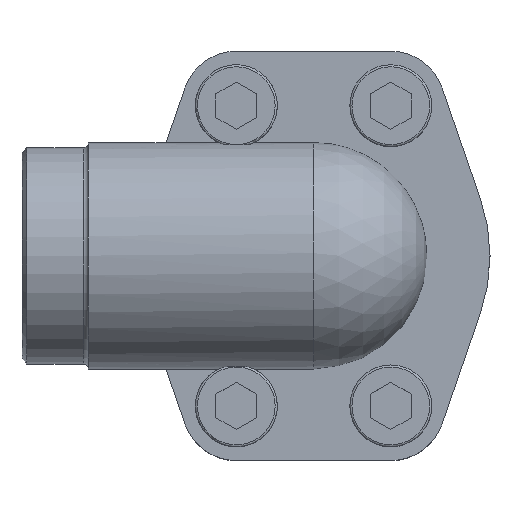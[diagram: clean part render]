
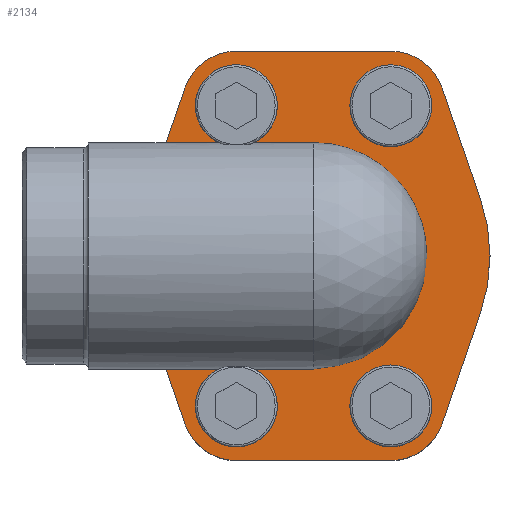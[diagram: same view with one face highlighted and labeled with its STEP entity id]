
A CAD part, top view. The second image highlights one B-rep face of the part: STEP entity #2134.
In plain terms, the highlighted planar face has unit normal (0, 0, 1).
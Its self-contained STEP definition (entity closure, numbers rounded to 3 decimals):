
#40=PLANE('',#2263);
#96=LINE('',#2876,#194);
#97=LINE('',#2892,#195);
#104=LINE('',#3038,#202);
#105=LINE('',#3042,#203);
#106=LINE('',#3046,#204);
#107=LINE('',#3050,#205);
#108=LINE('',#3054,#206);
#109=LINE('',#3058,#207);
#194=VECTOR('',#2419,1000.);
#195=VECTOR('',#2424,1000.);
#202=VECTOR('',#2487,1000.);
#203=VECTOR('',#2490,1000.);
#204=VECTOR('',#2493,1000.);
#205=VECTOR('',#2496,1000.);
#206=VECTOR('',#2499,1000.);
#207=VECTOR('',#2502,1000.);
#339=ORIENTED_EDGE('',*,*,#696,.F.);
#340=ORIENTED_EDGE('',*,*,#697,.F.);
#341=ORIENTED_EDGE('',*,*,#698,.F.);
#342=ORIENTED_EDGE('',*,*,#699,.F.);
#343=ORIENTED_EDGE('',*,*,#700,.F.);
#344=ORIENTED_EDGE('',*,*,#666,.T.);
#345=ORIENTED_EDGE('',*,*,#701,.T.);
#346=ORIENTED_EDGE('',*,*,#702,.T.);
#347=ORIENTED_EDGE('',*,*,#703,.T.);
#348=ORIENTED_EDGE('',*,*,#704,.T.);
#349=ORIENTED_EDGE('',*,*,#705,.T.);
#350=ORIENTED_EDGE('',*,*,#706,.T.);
#351=ORIENTED_EDGE('',*,*,#707,.T.);
#352=ORIENTED_EDGE('',*,*,#708,.T.);
#353=ORIENTED_EDGE('',*,*,#709,.T.);
#354=ORIENTED_EDGE('',*,*,#710,.T.);
#355=ORIENTED_EDGE('',*,*,#711,.T.);
#356=ORIENTED_EDGE('',*,*,#662,.T.);
#662=EDGE_CURVE('',#843,#842,#96,.T.);
#666=EDGE_CURVE('',#847,#846,#97,.F.);
#696=EDGE_CURVE('',#876,#876,#996,.T.);
#697=EDGE_CURVE('',#877,#877,#997,.T.);
#698=EDGE_CURVE('',#878,#878,#998,.T.);
#699=EDGE_CURVE('',#879,#879,#999,.T.);
#700=EDGE_CURVE('',#847,#842,#1000,.T.);
#701=EDGE_CURVE('',#846,#880,#104,.T.);
#702=EDGE_CURVE('',#880,#881,#1001,.T.);
#703=EDGE_CURVE('',#881,#882,#105,.T.);
#704=EDGE_CURVE('',#882,#883,#1002,.T.);
#705=EDGE_CURVE('',#883,#884,#106,.T.);
#706=EDGE_CURVE('',#884,#885,#1003,.T.);
#707=EDGE_CURVE('',#885,#886,#107,.T.);
#708=EDGE_CURVE('',#886,#887,#1004,.T.);
#709=EDGE_CURVE('',#887,#888,#108,.T.);
#710=EDGE_CURVE('',#888,#889,#1005,.T.);
#711=EDGE_CURVE('',#889,#843,#109,.T.);
#842=VERTEX_POINT('',#2875);
#843=VERTEX_POINT('',#2877);
#846=VERTEX_POINT('',#2891);
#847=VERTEX_POINT('',#2893);
#876=VERTEX_POINT('',#3030);
#877=VERTEX_POINT('',#3032);
#878=VERTEX_POINT('',#3034);
#879=VERTEX_POINT('',#3036);
#880=VERTEX_POINT('',#3039);
#881=VERTEX_POINT('',#3041);
#882=VERTEX_POINT('',#3043);
#883=VERTEX_POINT('',#3045);
#884=VERTEX_POINT('',#3047);
#885=VERTEX_POINT('',#3049);
#886=VERTEX_POINT('',#3051);
#887=VERTEX_POINT('',#3053);
#888=VERTEX_POINT('',#3055);
#889=VERTEX_POINT('',#3057);
#996=CIRCLE('',#2264,8.);
#997=CIRCLE('',#2265,8.);
#998=CIRCLE('',#2266,8.);
#999=CIRCLE('',#2267,8.);
#1000=CIRCLE('',#2268,21.15);
#1001=CIRCLE('',#2269,10.65);
#1002=CIRCLE('',#2270,10.65);
#1003=CIRCLE('',#2271,34.5);
#1004=CIRCLE('',#2272,10.65);
#1005=CIRCLE('',#2273,10.65);
#1068=EDGE_LOOP('',(#339));
#1069=EDGE_LOOP('',(#340));
#1070=EDGE_LOOP('',(#341));
#1071=EDGE_LOOP('',(#342));
#1072=EDGE_LOOP('',(#343,#344,#345,#346,#347,#348,#349,#350,#351,#352,#353,
#354,#355,#356));
#1234=FACE_BOUND('',#1068,.T.);
#1235=FACE_BOUND('',#1069,.T.);
#1236=FACE_BOUND('',#1070,.T.);
#1237=FACE_BOUND('',#1071,.T.);
#1238=FACE_BOUND('',#1072,.T.);
#2134=ADVANCED_FACE('',(#1234,#1235,#1236,#1237,#1238),#40,.T.);
#2263=AXIS2_PLACEMENT_3D('',#3028,#2475,#2476);
#2264=AXIS2_PLACEMENT_3D('',#3029,#2477,#2478);
#2265=AXIS2_PLACEMENT_3D('',#3031,#2479,#2480);
#2266=AXIS2_PLACEMENT_3D('',#3033,#2481,#2482);
#2267=AXIS2_PLACEMENT_3D('',#3035,#2483,#2484);
#2268=AXIS2_PLACEMENT_3D('',#3037,#2485,#2486);
#2269=AXIS2_PLACEMENT_3D('',#3040,#2488,#2489);
#2270=AXIS2_PLACEMENT_3D('',#3044,#2491,#2492);
#2271=AXIS2_PLACEMENT_3D('',#3048,#2494,#2495);
#2272=AXIS2_PLACEMENT_3D('',#3052,#2497,#2498);
#2273=AXIS2_PLACEMENT_3D('',#3056,#2500,#2501);
#2419=DIRECTION('',(1.,0.,0.));
#2424=DIRECTION('',(1.,0.,0.));
#2475=DIRECTION('',(0.,0.,1.));
#2476=DIRECTION('',(1.,0.,0.));
#2477=DIRECTION('',(0.,0.,1.));
#2478=DIRECTION('',(1.,0.,0.));
#2479=DIRECTION('',(0.,0.,1.));
#2480=DIRECTION('',(1.,0.,0.));
#2481=DIRECTION('',(0.,0.,1.));
#2482=DIRECTION('',(1.,0.,0.));
#2483=DIRECTION('',(0.,0.,1.));
#2484=DIRECTION('',(1.,0.,0.));
#2485=DIRECTION('',(0.,0.,1.));
#2486=DIRECTION('',(1.,0.,0.));
#2487=DIRECTION('',(0.326,-0.945,0.));
#2488=DIRECTION('',(0.,0.,1.));
#2489=DIRECTION('',(1.,0.,0.));
#2490=DIRECTION('',(1.,0.,0.));
#2491=DIRECTION('',(0.,0.,1.));
#2492=DIRECTION('',(1.,0.,0.));
#2493=DIRECTION('',(0.326,0.945,0.));
#2494=DIRECTION('',(0.,0.,1.));
#2495=DIRECTION('',(1.,0.,0.));
#2496=DIRECTION('',(-0.326,0.945,0.));
#2497=DIRECTION('',(0.,0.,1.));
#2498=DIRECTION('',(1.,0.,0.));
#2499=DIRECTION('',(-1.,0.,0.));
#2500=DIRECTION('',(0.,0.,1.));
#2501=DIRECTION('',(1.,0.,0.));
#2502=DIRECTION('',(-0.326,-0.945,0.));
#2875=CARTESIAN_POINT('',(-4.55,20.655,22.));
#2876=CARTESIAN_POINT('',(0.,20.655,22.));
#2877=CARTESIAN_POINT('',(-29.368,20.655,22.));
#2891=CARTESIAN_POINT('',(-29.368,-20.655,22.));
#2892=CARTESIAN_POINT('',(0.,-20.655,22.));
#2893=CARTESIAN_POINT('',(-4.55,-20.655,22.));
#3028=CARTESIAN_POINT('',(0.,0.,22.));
#3029=CARTESIAN_POINT('',(15.1,-29.35,22.));
#3030=CARTESIAN_POINT('',(23.1,-29.35,22.));
#3031=CARTESIAN_POINT('',(-15.1,-29.35,22.));
#3032=CARTESIAN_POINT('',(-7.1,-29.35,22.));
#3033=CARTESIAN_POINT('',(-15.1,29.35,22.));
#3034=CARTESIAN_POINT('',(-7.1,29.35,22.));
#3035=CARTESIAN_POINT('',(15.1,29.35,22.));
#3036=CARTESIAN_POINT('',(23.1,29.35,22.));
#3037=CARTESIAN_POINT('',(0.,0.,22.));
#3038=CARTESIAN_POINT('',(-32.612,-11.257,22.));
#3039=CARTESIAN_POINT('',(-25.167,-32.825,22.));
#3040=CARTESIAN_POINT('',(-15.1,-29.35,22.));
#3041=CARTESIAN_POINT('',(-15.1,-40.,22.));
#3042=CARTESIAN_POINT('',(-15.1,-40.,22.));
#3043=CARTESIAN_POINT('',(15.1,-40.,22.));
#3044=CARTESIAN_POINT('',(15.1,-29.35,22.));
#3045=CARTESIAN_POINT('',(25.167,-32.825,22.));
#3046=CARTESIAN_POINT('',(25.167,-32.825,22.));
#3047=CARTESIAN_POINT('',(32.612,-11.257,22.));
#3048=CARTESIAN_POINT('',(0.,0.,22.));
#3049=CARTESIAN_POINT('',(32.612,11.257,22.));
#3050=CARTESIAN_POINT('',(32.612,11.257,22.));
#3051=CARTESIAN_POINT('',(25.167,32.825,22.));
#3052=CARTESIAN_POINT('',(15.1,29.35,22.));
#3053=CARTESIAN_POINT('',(15.1,40.,22.));
#3054=CARTESIAN_POINT('',(15.1,40.,22.));
#3055=CARTESIAN_POINT('',(-15.1,40.,22.));
#3056=CARTESIAN_POINT('',(-15.1,29.35,22.));
#3057=CARTESIAN_POINT('',(-25.167,32.825,22.));
#3058=CARTESIAN_POINT('',(-25.167,32.825,22.));
